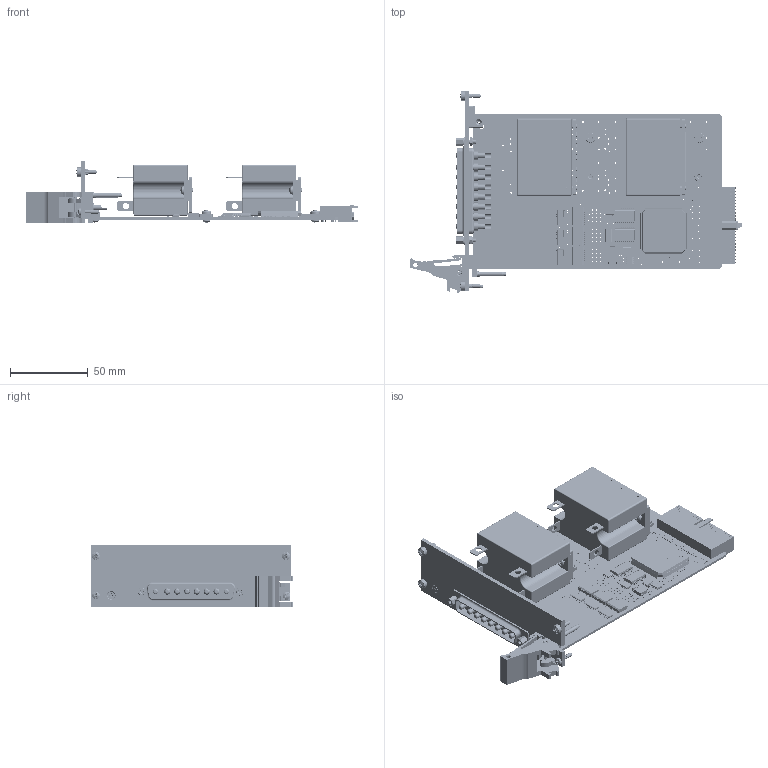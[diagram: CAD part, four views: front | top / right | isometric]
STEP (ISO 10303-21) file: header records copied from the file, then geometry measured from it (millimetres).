
FILE_DESCRIPTION (( 'STEP AP214' ), '1' );
FILE_NAME ('40-170-001 PXI 2 Slot Dual SPST 30A Power Card.STEP', '2013-08-22T08:44:58', ( 'admin' ), ( '' ), 'SwSTEP 2.0', 'SolidWorks 2012', '' );
FILE_SCHEMA (( 'AUTOMOTIVE_DESIGN' ));
Length unit declared in the file: millimetre
Products named in the file (1): 40-170-001 PXI 2 Slot Dual SPST 30A Power Card
Bounding box: 213.93 x 129.87 x 40 mm (x, y, z)
Surface area: 94602.8 mm2 (no closed solid volume)
Topology: 0 solids, 656 shells, 3931 faces, 16461 edges, 12849 vertices
Faces by surface type: plane 2742, cylinder 1043, torus 54, cone 48, bspline 28, sphere 16
Full cylindrical faces by diameter (mm): 0.406 x309, 0.5 x2, 0.6 x110, 0.7 x20, 0.9 x33, 1 x64, 1.1 x66, 1.496 x2, 2 x7, 2.05 x3, 2.497 x1, 2.5 x11, 2.6 x9, 2.7 x1, 2.8 x1, 3 x3, 3.2 x1, 3.246 x7, 3.5 x8, 3.6 x8, 4 x9, 4.162 x2, 4.7 x1, 5 x14, 5.2 x1, 5.3 x3, 5.5 x8, 5.7 x4, 5.9 x1, 6 x3
Entity records: 219675 total; most frequent: CARTESIAN_POINT 44959, DIRECTION 26134, ORIENTED_EDGE 21237, EDGE_CURVE 15561, VERTEX_POINT 12723, LINE 11030, VECTOR 11030, AXIS2_PLACEMENT_3D 7552
